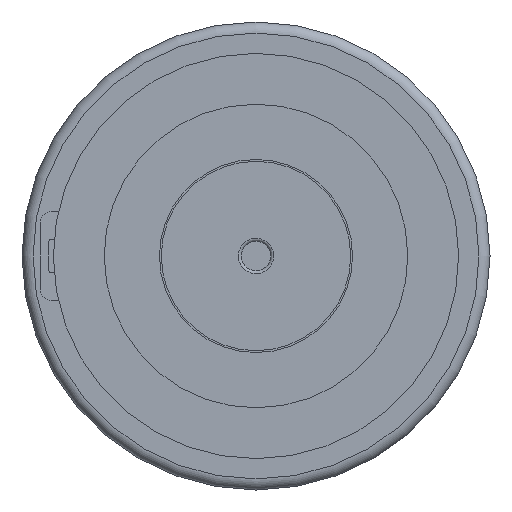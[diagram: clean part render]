
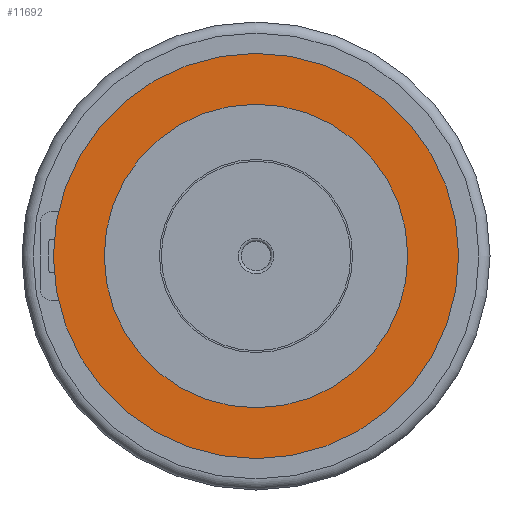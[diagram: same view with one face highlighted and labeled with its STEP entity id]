
A CAD part, left-side view. The second image highlights one B-rep face of the part: STEP entity #11692.
In plain terms, the highlighted planar face has unit normal (-1, 0, 0).
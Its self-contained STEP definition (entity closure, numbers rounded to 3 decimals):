
#11625=CARTESIAN_POINT('',(-67.25,-0.093,-27.5));
#11626=VERTEX_POINT('',#11625);
#11627=CARTESIAN_POINT('',(-67.25,0.,0.));
#11628=DIRECTION('',(-1.,0.,0.));
#11629=DIRECTION('',(0.,-0.003,-1.));
#11630=AXIS2_PLACEMENT_3D('',#11627,#11628,#11629);
#11631=CIRCLE('',#11630,27.5);
#11632=EDGE_CURVE('',#11626,#11626,#11631,.T.);
#11673=CARTESIAN_POINT('',(-67.25,-0.081,-24.05));
#11674=DIRECTION('',(-1.0,0.,0.));
#11675=DIRECTION('',(0.,1.,-0.003));
#11676=AXIS2_PLACEMENT_3D('',#11673,#11674,#11675);
#11677=PLANE('',#11676);
#11678=ORIENTED_EDGE('',*,*,#11632,.T.);
#11679=EDGE_LOOP('',(#11678));
#11680=FACE_OUTER_BOUND('',#11679,.T.);
#11681=CARTESIAN_POINT('',(-67.25,-0.07,-20.6));
#11682=VERTEX_POINT('',#11681);
#11683=CARTESIAN_POINT('',(-67.25,0.,0.));
#11684=DIRECTION('',(-1.0,0.,0.));
#11685=DIRECTION('',(0.,-0.003,-1.));
#11686=AXIS2_PLACEMENT_3D('',#11683,#11684,#11685);
#11687=CIRCLE('',#11686,20.6);
#11688=EDGE_CURVE('',#11682,#11682,#11687,.T.);
#11689=ORIENTED_EDGE('',*,*,#11688,.F.);
#11690=EDGE_LOOP('',(#11689));
#11691=FACE_BOUND('',#11690,.T.);
#11692=ADVANCED_FACE('',(#11680,#11691),#11677,.T.);
